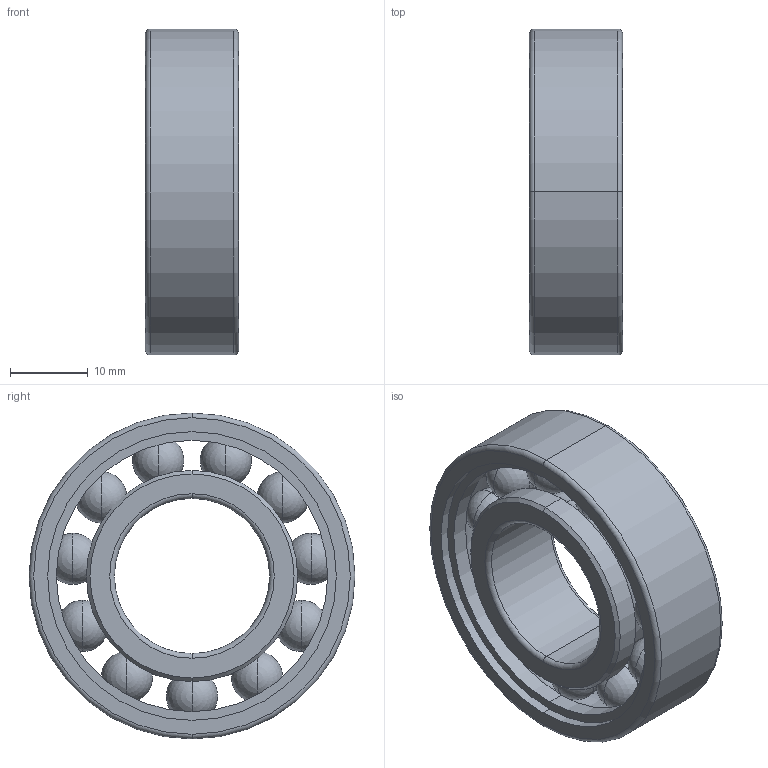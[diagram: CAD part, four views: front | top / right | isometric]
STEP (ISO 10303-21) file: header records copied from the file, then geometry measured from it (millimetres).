
FILE_DESCRIPTION(/* description */ ('VariCAD 2021-1.02 AP-214'),/* implementation_level */ '2;1');
FILE_NAME(/* name */ 'part-30_SKF6004_d20_D42_B12.stp',/* time_stamp */ '2022-06-12T18:42:34+02:00',/* author */ (''),/* organization */ (''),/* preprocessor_version */ 'VariCAD 2021-1.02',/* originating_system */ 'VariCAD 2021-1.02; kernel version (20180118)',/* authorisation */ '');
FILE_SCHEMA(('AUTOMOTIVE_DESIGN'));
Length unit declared in the file: millimetre
Products named in the file (14): part-30_SKF6004_d20_D42_B12
Assembly tree (13 placements, depth 2):
  part-30_SKF6004_d20_D42_B12
    (unnamed)
    (unnamed)
    (unnamed)
    (unnamed)
    (unnamed)
    (unnamed)
    (unnamed)
    (unnamed)
    (unnamed)
    (unnamed)
    (unnamed)
    (unnamed)
    (unnamed)
Bounding box: 12 x 42 x 42 mm (x, y, z)
Volume: 8628 mm3; surface area: 7609.8 mm2
Topology: 13 solids, 13 shells, 82 faces, 186 edges, 88 vertices
Faces by surface type: sphere 44, cylinder 16, torus 12, plane 6, cone 4
Entity records: 3089 total; most frequent: DIRECTION 508, CARTESIAN_POINT 352, ORIENTED_EDGE 284, AXIS2_PLACEMENT_3D 244, EDGE_CURVE 142, CIRCLE 122, PRESENTATION_STYLE_ASSIGNMENT 95, SURFACE_STYLE_USAGE 95
